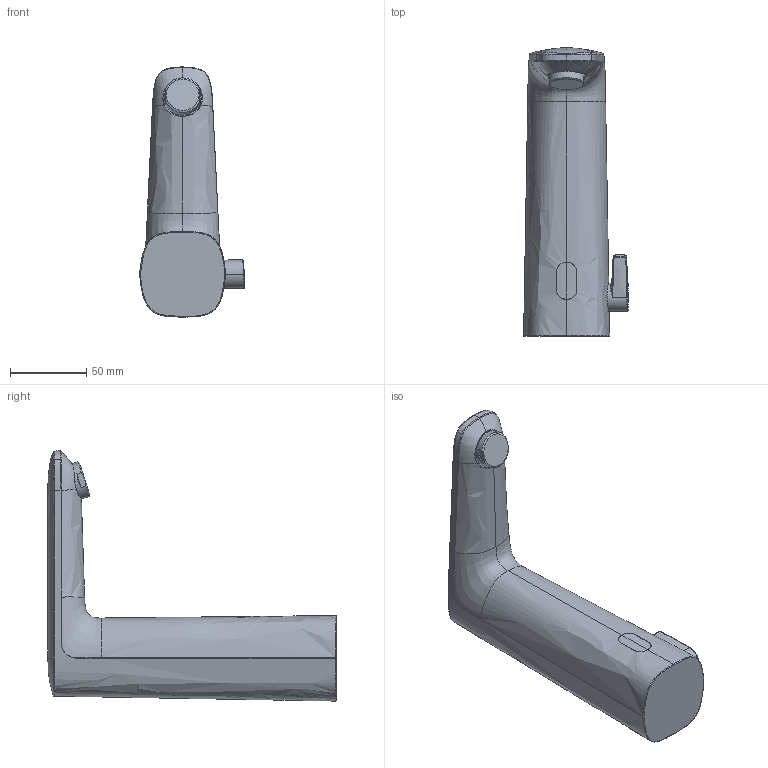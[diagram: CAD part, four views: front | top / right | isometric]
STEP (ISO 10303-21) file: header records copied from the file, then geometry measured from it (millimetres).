
FILE_DESCRIPTION (( 'STEP AP203' ), '1' );
FILE_NAME ('93002219(2023)+93002009(2023)+93102219(2023)+93102009(2023).STEP', '2023-08-31T04:48:35', ( '' ), ( '' ), 'SwSTEP 2.0', 'SolidWorks 2016', '' );
FILE_SCHEMA (( 'CONFIG_CONTROL_DESIGN' ));
Length unit declared in the file: millimetre
Products named in the file (1): 93002219(2023)+93002009(2023)+93102219(2023)+93102009(2023)
Bounding box: 68.74 x 189.1 x 164.11 mm (x, y, z)
Volume: 543393.7 mm3; surface area: 50661.6 mm2
Topology: 1 solids, 1 shells, 130 faces, 324 edges, 197 vertices
Faces by surface type: bspline 103, plane 16, cylinder 9, cone 2
Entity records: 24553 total; most frequent: CARTESIAN_POINT 22260, ORIENTED_EDGE 644, EDGE_CURVE 322, B_SPLINE_CURVE_WITH_KNOTS 235, VERTEX_POINT 197, DIRECTION 166, EDGE_LOOP 133, FACE_OUTER_BOUND 130
